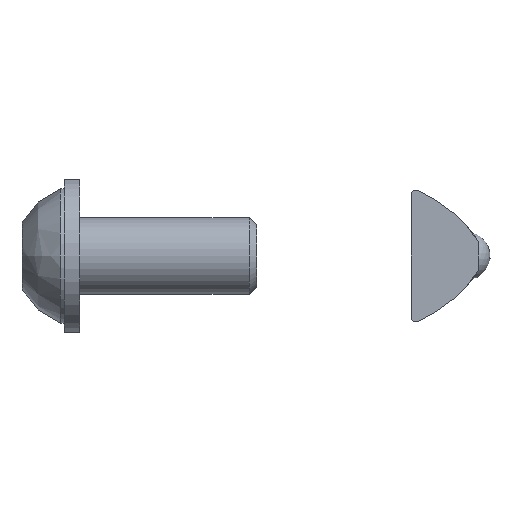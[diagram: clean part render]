
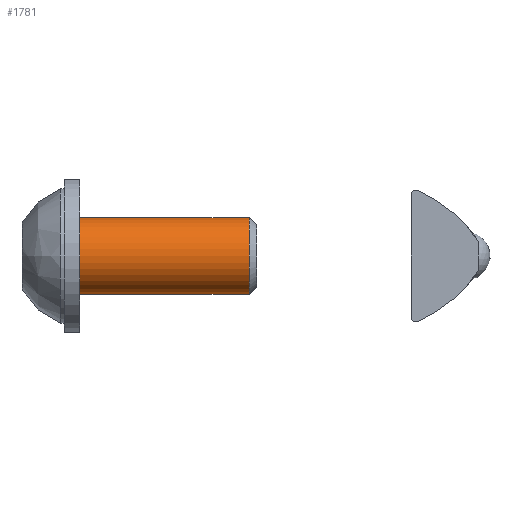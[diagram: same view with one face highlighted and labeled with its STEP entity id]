
A CAD part, left-side view. The second image highlights one B-rep face of the part: STEP entity #1781.
In plain terms, the highlighted cylindrical face has radius 4 mm (diameter 8 mm), a full revolution.
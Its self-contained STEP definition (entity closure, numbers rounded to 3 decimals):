
#144=CYLINDRICAL_SURFACE('',#2186,4.);
#257=LINE('',#3239,#387);
#387=VECTOR('',#2573,4.);
#497=FACE_OUTER_BOUND('',#613,.T.);
#613=EDGE_LOOP('',(#1392,#1393,#1394,#1395,#1396));
#718=CIRCLE('',#2184,4.);
#720=CIRCLE('',#2187,4.);
#721=CIRCLE('',#2188,4.);
#849=VERTEX_POINT('',#3231);
#850=VERTEX_POINT('',#3235);
#851=VERTEX_POINT('',#3236);
#1046=EDGE_CURVE('',#849,#849,#718,.T.);
#1048=EDGE_CURVE('',#850,#851,#720,.T.);
#1049=EDGE_CURVE('',#851,#850,#721,.T.);
#1050=EDGE_CURVE('',#851,#849,#257,.T.);
#1392=ORIENTED_EDGE('',*,*,#1048,.F.);
#1393=ORIENTED_EDGE('',*,*,#1049,.F.);
#1394=ORIENTED_EDGE('',*,*,#1050,.T.);
#1395=ORIENTED_EDGE('',*,*,#1046,.T.);
#1396=ORIENTED_EDGE('',*,*,#1050,.F.);
#1781=ADVANCED_FACE('',(#497),#144,.T.);
#2184=AXIS2_PLACEMENT_3D('',#3232,#2563,#2564);
#2186=AXIS2_PLACEMENT_3D('',#3234,#2567,#2568);
#2187=AXIS2_PLACEMENT_3D('',#3237,#2569,#2570);
#2188=AXIS2_PLACEMENT_3D('',#3238,#2571,#2572);
#2563=DIRECTION('center_axis',(1.,0.,0.));
#2564=DIRECTION('ref_axis',(0.,0.,-1.));
#2567=DIRECTION('center_axis',(1.,0.,0.));
#2568=DIRECTION('ref_axis',(0.,0.,-1.));
#2569=DIRECTION('center_axis',(1.,0.,0.));
#2570=DIRECTION('ref_axis',(0.,0.,-1.));
#2571=DIRECTION('center_axis',(1.,0.,0.));
#2572=DIRECTION('ref_axis',(0.,0.,-1.));
#2573=DIRECTION('',(-1.,0.,0.));
#3231=CARTESIAN_POINT('',(0.2,0.,4.));
#3232=CARTESIAN_POINT('Origin',(0.2,0.,0.));
#3234=CARTESIAN_POINT('Origin',(20.,0.,0.));
#3235=CARTESIAN_POINT('',(19.233,0.,-4.));
#3236=CARTESIAN_POINT('',(19.233,0.,4.));
#3237=CARTESIAN_POINT('Origin',(19.233,0.,0.));
#3238=CARTESIAN_POINT('Origin',(19.233,0.,0.));
#3239=CARTESIAN_POINT('',(20.,0.,4.));
